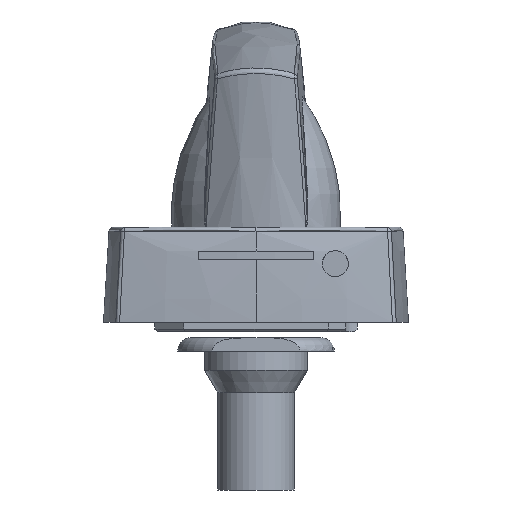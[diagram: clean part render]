
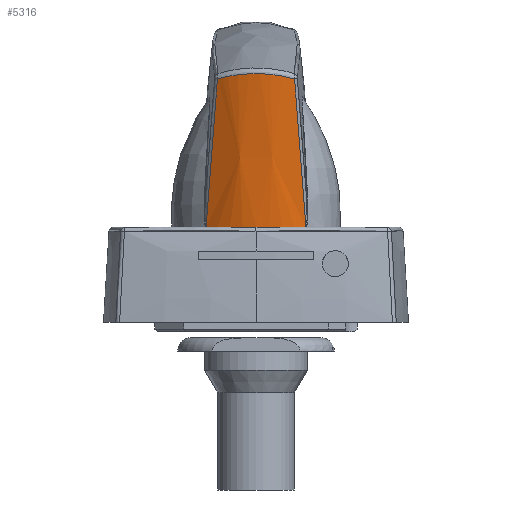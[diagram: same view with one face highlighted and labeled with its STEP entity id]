
A CAD part, left-side view. The second image highlights one B-rep face of the part: STEP entity #5316.
In plain terms, the highlighted free-form (B-spline) face has degree [3, 3] with [4, 8] control points.
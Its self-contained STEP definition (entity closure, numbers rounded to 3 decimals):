
#25 = EDGE_CURVE ( 'NONE', #24367, #16386, #29148, .T. ) ;
#204 = CARTESIAN_POINT ( 'NONE',  ( -69.244, -20.726, -48.458 ) ) ;
#413 = CARTESIAN_POINT ( 'NONE',  ( -69.649, -18.097, -48.673 ) ) ;
#521 = CARTESIAN_POINT ( 'NONE',  ( -69.401, -12.783, -48.541 ) ) ;
#765 = CARTESIAN_POINT ( 'NONE',  ( -71.251, -11.956, -50.371 ) ) ;
#1067 = CARTESIAN_POINT ( 'NONE',  ( -57.651, -31.339, -8.351 ) ) ;
#1264 = CARTESIAN_POINT ( 'NONE',  ( -66.53, -4.488, -50.376 ) ) ;
#1358 = CARTESIAN_POINT ( 'NONE',  ( -68.4, -11.077, -27.765 ) ) ;
#2153 = AXIS2_PLACEMENT_3D ( 'NONE', #18876, #2378, #28527 ) ;
#2378 = DIRECTION ( 'NONE',  ( 0., 0., 1. ) ) ;
#2592 = CARTESIAN_POINT ( 'NONE',  ( -68.777, -22.423, -48.212 ) ) ;
#3451 = CARTESIAN_POINT ( 'NONE',  ( -68.374, -21.685, -27.768 ) ) ;
#3755 = CARTESIAN_POINT ( 'NONE',  ( -66.501, -4.477, -50.237 ) ) ;
#4863 = VERTEX_POINT ( 'NONE', #10932 ) ;
#5316 = ADVANCED_FACE ( 'NONE', ( #27846 ), #13330, .F. ) ;
#5506 = CARTESIAN_POINT ( 'NONE',  ( -67.034, -26.439, -47.318 ) ) ;
#5546 = CARTESIAN_POINT ( 'NONE',  ( -58.952, -30.876, -14.441 ) ) ;
#5731 = CARTESIAN_POINT ( 'NONE',  ( -66.485, -28.236, -50.376 ) ) ;
#5841 = CARTESIAN_POINT ( 'NONE',  ( -65.863, -22.444, -8.351 ) ) ;
#6686 = CARTESIAN_POINT ( 'NONE',  ( -65.656, -27.146, -40.856 ) ) ;
#7585 = CARTESIAN_POINT ( 'NONE',  ( -69.227, -11.913, -48.449 ) ) ;
#7942 = CARTESIAN_POINT ( 'NONE',  ( -71.216, -11.945, -50.097 ) ) ;
#8053 = CARTESIAN_POINT ( 'NONE',  ( -66.426, -28.257, -50.098 ) ) ;
#8375 = CARTESIAN_POINT ( 'NONE',  ( -57.723, -1.392, -8.351 ) ) ;
#8480 = CARTESIAN_POINT ( 'NONE',  ( -66.443, -4.456, -49.959 ) ) ;
#8785 = CARTESIAN_POINT ( 'NONE',  ( -59.019, -1.853, -14.442 ) ) ;
#9316 = CARTESIAN_POINT ( 'NONE',  ( -61.667, -28.744, -21.394 ) ) ;
#9405 = EDGE_CURVE ( 'NONE', #10333, #24367, #19330, .T. ) ;
#9450 = CARTESIAN_POINT ( 'NONE',  ( -64.293, -4.905, -34.382 ) ) ;
#10028 = CARTESIAN_POINT ( 'NONE',  ( -69.417, -19.861, -48.549 ) ) ;
#10127 = CARTESIAN_POINT ( 'NONE',  ( -67.034, -26.439, -47.318 ) ) ;
#10333 = VERTEX_POINT ( 'NONE', #15418 ) ;
#10462 = B_SPLINE_CURVE_WITH_KNOTS ( 'NONE', 3,
 ( #12273, #14621, #19237, #9450, #14316, #11967 ),
 .UNSPECIFIED., .F., .F.,
 ( 4, 2, 4 ),
 ( 0., 0.02, 0.04 ),
 .UNSPECIFIED. ) ;
#10468 = CARTESIAN_POINT ( 'NONE',  ( -71.232, -20.789, -50.371 ) ) ;
#10932 = CARTESIAN_POINT ( 'NONE',  ( -59.225, -3.222, -8.351 ) ) ;
#11432 = CARTESIAN_POINT ( 'NONE',  ( -67.034, -26.439, -47.318 ) ) ;
#11731 = CARTESIAN_POINT ( 'NONE',  ( -60.404, -29.137, -14.883 ) ) ;
#11967 = CARTESIAN_POINT ( 'NONE',  ( -67.034, -6.214, -47.318 ) ) ;
#12234 = CARTESIAN_POINT ( 'NONE',  ( -68.342, -23.673, -47.985 ) ) ;
#12273 = CARTESIAN_POINT ( 'NONE',  ( -59.225, -3.222, -8.351 ) ) ;
#12329 = EDGE_CURVE ( 'NONE', #4863, #10333, #10462, .T. ) ;
#12340 = CARTESIAN_POINT ( 'NONE',  ( -69.708, -17.194, -48.705 ) ) ;
#12907 = CARTESIAN_POINT ( 'NONE',  ( -66.456, -28.247, -50.237 ) ) ;
#13322 = CARTESIAN_POINT ( 'NONE',  ( -70.225, -11.634, -42.264 ) ) ;
#13330 =( BOUNDED_SURFACE ( )  B_SPLINE_SURFACE ( 3, 3, ( 
 ( #5731, #12907, #8053, #19965, #15454, #29507, #5546, #1067 ),
 ( #10468, #20271, #22386, #29718, #17878, #3451, #15145, #5841 ),
 ( #765, #27320, #7942, #28044, #13322, #1358, #15659, #18480 ),
 ( #1264, #3755, #20782, #8480, #18184, #25221, #8785, #8375 ) ),
 .UNSPECIFIED., .F., .F., .F. ) 
 B_SPLINE_SURFACE_WITH_KNOTS ( ( 4, 4 ),
 ( 4, 3, 1, 4 ),
 ( -0.067, 1.063 ),
 ( -0.01, 0., 0.56, 1. ),
 .UNSPECIFIED. ) 
 GEOMETRIC_REPRESENTATION_ITEM ( )  RATIONAL_B_SPLINE_SURFACE ( (
 ( 1.018, 1.018, 1.018, 1.018, 1.018, 1.024, 1.031, 1.031),
 ( 0.911, 0.911, 0.911, 0.911, 0.911, 0.88, 0.849, 0.849),
 ( 0.911, 0.911, 0.911, 0.911, 0.911, 0.88, 0.848, 0.848),
 ( 1.017, 1.017, 1.017, 1.017, 1.017, 1.023, 1.029, 1.029) ) ) 
 REPRESENTATION_ITEM ( '' )  SURFACE ( )  );
#13977 = CARTESIAN_POINT ( 'NONE',  ( -59.225, -29.43, -8.351 ) ) ;
#14316 = CARTESIAN_POINT ( 'NONE',  ( -65.656, -5.507, -40.857 ) ) ;
#14621 = CARTESIAN_POINT ( 'NONE',  ( -60.404, -3.515, -14.883 ) ) ;
#14686 = CARTESIAN_POINT ( 'NONE',  ( -67.461, -25.681, -47.532 ) ) ;
#14797 = CIRCLE ( 'NONE', #2153, 22.132 ) ;
#15145 = CARTESIAN_POINT ( 'NONE',  ( -66.664, -22.196, -14.5 ) ) ;
#15418 = CARTESIAN_POINT ( 'NONE',  ( -67.034, -6.214, -47.318 ) ) ;
#15454 = CARTESIAN_POINT ( 'NONE',  ( -64.758, -28.862, -42.174 ) ) ;
#15659 = CARTESIAN_POINT ( 'NONE',  ( -66.697, -10.577, -14.501 ) ) ;
#16312 = CARTESIAN_POINT ( 'NONE',  ( -64.293, -27.748, -34.382 ) ) ;
#16386 = VERTEX_POINT ( 'NONE', #30497 ) ;
#17430 = CARTESIAN_POINT ( 'NONE',  ( -67.884, -7.725, -47.744 ) ) ;
#17878 = CARTESIAN_POINT ( 'NONE',  ( -70.203, -21.117, -42.264 ) ) ;
#18184 = CARTESIAN_POINT ( 'NONE',  ( -64.81, -3.864, -42.175 ) ) ;
#18480 = CARTESIAN_POINT ( 'NONE',  ( -65.898, -10.333, -8.351 ) ) ;
#18876 = CARTESIAN_POINT ( 'NONE',  ( -41.389, -16.326, -8.351 ) ) ;
#19081 = EDGE_LOOP ( 'NONE', ( #23993, #21764, #28705, #26244 ) ) ;
#19237 = CARTESIAN_POINT ( 'NONE',  ( -61.667, -3.909, -21.395 ) ) ;
#19330 = B_SPLINE_CURVE_WITH_KNOTS ( 'NONE', 3,
 ( #29269, #17430, #24454, #22236, #7585, #521, #21801, #29377, #24558, #12340, #413, #10028, #204, #28958, #2592, #19409, #12234, #26883, #14686, #10127 ),
 .UNSPECIFIED., .F., .F.,
 ( 4, 2, 2, 2, 2, 2, 2, 2, 2, 4 ),
 ( 0.001, 0.006, 0.008, 0.009, 0.012, 0.014, 0.017, 0.018, 0.02, 0.022 ),
 .UNSPECIFIED. ) ;
#19409 = CARTESIAN_POINT ( 'NONE',  ( -68.496, -23.258, -48.065 ) ) ;
#19965 = CARTESIAN_POINT ( 'NONE',  ( -66.397, -28.268, -49.959 ) ) ;
#20271 = CARTESIAN_POINT ( 'NONE',  ( -71.214, -20.794, -50.234 ) ) ;
#20782 = CARTESIAN_POINT ( 'NONE',  ( -66.472, -4.467, -50.098 ) ) ;
#21764 = ORIENTED_EDGE ( 'NONE', *, *, #25, .T. ) ;
#21801 = CARTESIAN_POINT ( 'NONE',  ( -69.473, -13.219, -48.579 ) ) ;
#22236 = CARTESIAN_POINT ( 'NONE',  ( -69.126, -11.479, -48.395 ) ) ;
#22386 = CARTESIAN_POINT ( 'NONE',  ( -71.197, -20.8, -50.097 ) ) ;
#23993 = ORIENTED_EDGE ( 'NONE', *, *, #9405, .T. ) ;
#24367 = VERTEX_POINT ( 'NONE', #5506 ) ;
#24454 = CARTESIAN_POINT ( 'NONE',  ( -68.55, -9.332, -48.092 ) ) ;
#24558 = CARTESIAN_POINT ( 'NONE',  ( -69.706, -15.416, -48.704 ) ) ;
#25221 = CARTESIAN_POINT ( 'NONE',  ( -61.947, -2.86, -28.401 ) ) ;
#26244 = ORIENTED_EDGE ( 'NONE', *, *, #12329, .T. ) ;
#26883 = CARTESIAN_POINT ( 'NONE',  ( -67.842, -24.895, -47.727 ) ) ;
#27320 = CARTESIAN_POINT ( 'NONE',  ( -71.233, -11.951, -50.234 ) ) ;
#27846 = FACE_OUTER_BOUND ( 'NONE', #19081, .T. ) ;
#28044 = CARTESIAN_POINT ( 'NONE',  ( -71.199, -11.94, -49.959 ) ) ;
#28527 = DIRECTION ( 'NONE',  ( 0., -1., 0. ) ) ;
#28705 = ORIENTED_EDGE ( 'NONE', *, *, #28939, .F. ) ;
#28939 = EDGE_CURVE ( 'NONE', #4863, #16386, #14797, .T. ) ;
#28958 = CARTESIAN_POINT ( 'NONE',  ( -68.904, -22.002, -48.278 ) ) ;
#29148 = B_SPLINE_CURVE_WITH_KNOTS ( 'NONE', 3,
 ( #11432, #6686, #16312, #9316, #11731, #13977 ),
 .UNSPECIFIED., .F., .F.,
 ( 4, 2, 4 ),
 ( 0., 0.02, 0.04 ),
 .UNSPECIFIED. ) ;
#29269 = CARTESIAN_POINT ( 'NONE',  ( -67.034, -6.214, -47.318 ) ) ;
#29377 = CARTESIAN_POINT ( 'NONE',  ( -69.647, -14.533, -48.672 ) ) ;
#29507 = CARTESIAN_POINT ( 'NONE',  ( -61.888, -29.868, -28.407 ) ) ;
#29718 = CARTESIAN_POINT ( 'NONE',  ( -71.18, -20.805, -49.959 ) ) ;
#30497 = CARTESIAN_POINT ( 'NONE',  ( -59.225, -29.43, -8.351 ) ) ;
